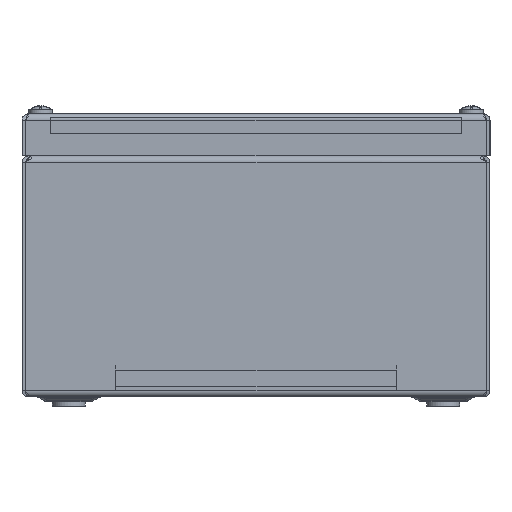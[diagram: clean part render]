
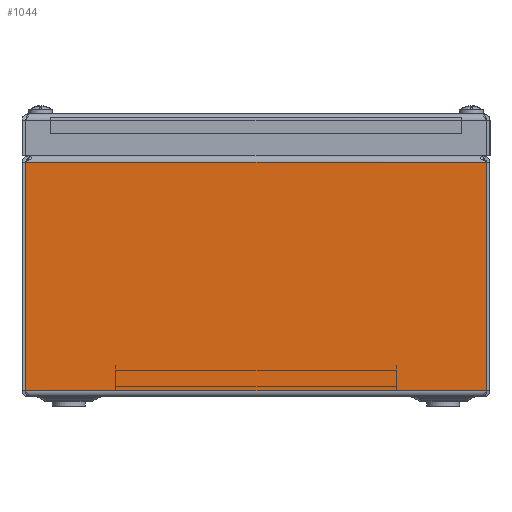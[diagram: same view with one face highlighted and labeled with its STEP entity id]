
A CAD part, left-side view. The second image highlights one B-rep face of the part: STEP entity #1044.
In plain terms, the highlighted planar face has unit normal (-1, 0, 0).
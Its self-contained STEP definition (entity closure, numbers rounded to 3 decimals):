
#988 = VERTEX_POINT('',#989);
#989 = CARTESIAN_POINT('',(-300.,-98.493,100.25));
#995 = EDGE_CURVE('',#988,#996,#998,.T.);
#996 = VERTEX_POINT('',#997);
#997 = CARTESIAN_POINT('',(-300.,-98.493,2.75));
#998 = LINE('',#999,#1000);
#999 = CARTESIAN_POINT('',(-300.,-98.493,103.));
#1000 = VECTOR('',#1001,1.);
#1001 = DIRECTION('',(0.,0.,-1.));
#1044 = ADVANCED_FACE('',(#1045),#1070,.F.);
#1045 = FACE_BOUND('',#1046,.T.);
#1046 = EDGE_LOOP('',(#1047,#1055,#1063,#1069));
#1047 = ORIENTED_EDGE('',*,*,#1048,.T.);
#1048 = EDGE_CURVE('',#988,#1049,#1051,.T.);
#1049 = VERTEX_POINT('',#1050);
#1050 = CARTESIAN_POINT('',(-300.,98.493,100.25));
#1051 = LINE('',#1052,#1053);
#1052 = CARTESIAN_POINT('',(-300.,-98.493,100.25));
#1053 = VECTOR('',#1054,1.);
#1054 = DIRECTION('',(0.,1.,0.));
#1055 = ORIENTED_EDGE('',*,*,#1056,.F.);
#1056 = EDGE_CURVE('',#1057,#1049,#1059,.T.);
#1057 = VERTEX_POINT('',#1058);
#1058 = CARTESIAN_POINT('',(-300.,98.493,2.75));
#1059 = LINE('',#1060,#1061);
#1060 = CARTESIAN_POINT('',(-300.,98.493,103.));
#1061 = VECTOR('',#1062,1.);
#1062 = DIRECTION('',(0.,0.,1.));
#1063 = ORIENTED_EDGE('',*,*,#1064,.F.);
#1064 = EDGE_CURVE('',#996,#1057,#1065,.T.);
#1065 = LINE('',#1066,#1067);
#1066 = CARTESIAN_POINT('',(-300.,-3100.,2.75));
#1067 = VECTOR('',#1068,1.);
#1068 = DIRECTION('',(0.,1.,0.));
#1069 = ORIENTED_EDGE('',*,*,#995,.F.);
#1070 = PLANE('',#1071);
#1071 = AXIS2_PLACEMENT_3D('',#1072,#1073,#1074);
#1072 = CARTESIAN_POINT('',(-300.,-3100.,103.));
#1073 = DIRECTION('',(1.,0.,0.));
#1074 = DIRECTION('',(0.,1.,0.));
